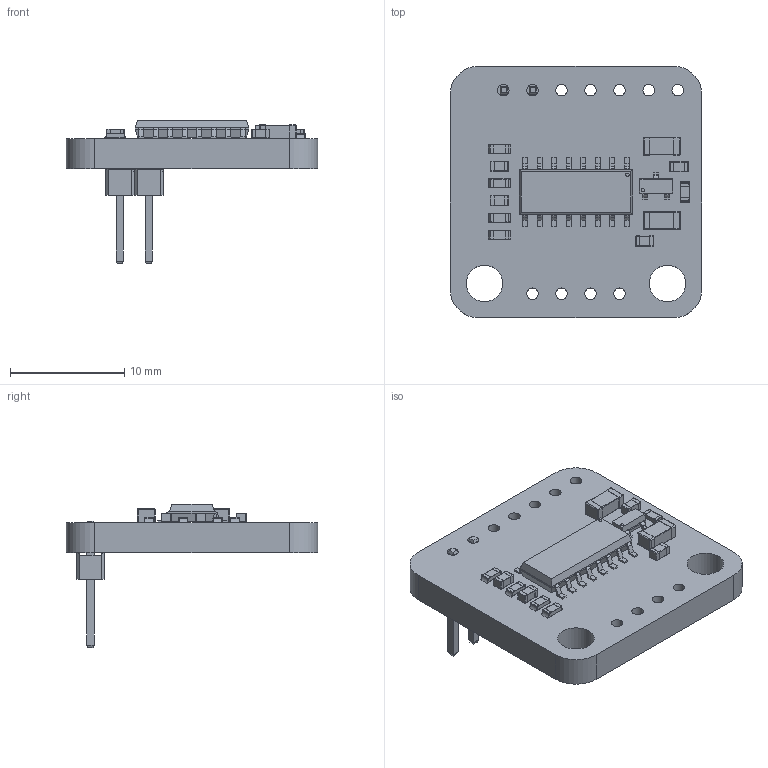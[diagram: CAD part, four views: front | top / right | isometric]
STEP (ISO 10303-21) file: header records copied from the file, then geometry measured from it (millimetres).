
FILE_DESCRIPTION(('KiCad electronic assembly'),'2;1');
FILE_NAME('Load-cell_ampfilier_HX711_board_3D.step', '2025-10-02T17:13:45',('Pcbnew'),('Kicad'), 'Open CASCADE STEP processor 7.8','KiCad to STEP converter','Unknown' );
FILE_SCHEMA(('AUTOMOTIVE_DESIGN { 1 0 10303 214 1 1 1 1 }'));
Length unit declared in the file: millimetre
Products named in the file (14): Load-cell_ampfilier_HX711_board_3D 1; 0603R; User Library-R0603-1; SOP-16_HX711; HX711; 0603C; 06035A910JAT2A; 1206C; GCM31MR71E335KA57L; SOT23-3; DBZ3; 2x_Male_Pin_2.54_mm; _autosave-Load-cell amplifier HX711 board_PCB
Assembly tree (21 placements, depth 3):
  Load-cell_ampfilier_HX711_board_3D 1
    0603R  x5
      User Library-R0603-1
    SOP-16_HX711
      HX711
    0603C  x4
      06035A910JAT2A
    1206C  x2
      GCM31MR71E335KA57L
    SOT23-3
      DBZ3
    2x_Male_Pin_2.54_mm
      2x_Male_Pin_2.54_mm
    _autosave-Load-cell amplifier HX711 board_PCB
Bounding box: 22 x 22 x 12.59 mm (x, y, z)
Volume: 1305.8 mm3; surface area: 1662.3 mm2
Topology: 49 solids, 49 shells, 961 faces, 2335 edges, 1390 vertices
Faces by surface type: plane 512, cylinder 331, sphere 88, bspline 30
Full cylindrical faces by diameter (mm): 1 x11, 3.2 x2
Entity records: 16732 total; most frequent: CARTESIAN_POINT 2926, DIRECTION 2739, ORIENTED_EDGE 2606, EDGE_CURVE 1303, LINE 957, VECTOR 957, AXIS2_PLACEMENT_3D 891, VERTEX_POINT 830
